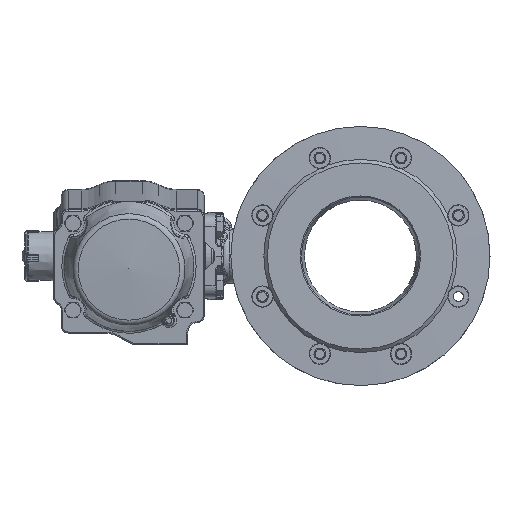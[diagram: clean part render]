
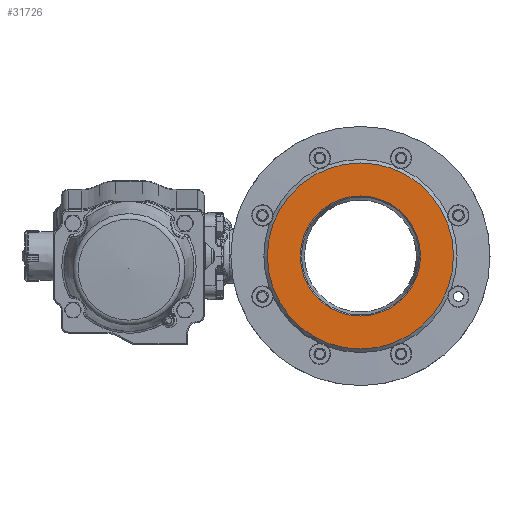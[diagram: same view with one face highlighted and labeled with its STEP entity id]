
A CAD part, left-side view. The second image highlights one B-rep face of the part: STEP entity #31726.
In plain terms, the highlighted planar face has unit normal (-1, 0, 0).
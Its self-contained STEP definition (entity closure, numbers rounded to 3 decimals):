
#204=PLANE('',#34268);
#7182=ORIENTED_EDGE('',*,*,#16910,.T.);
#7183=ORIENTED_EDGE('',*,*,#16768,.T.);
#16768=EDGE_CURVE('',#21704,#21704,#24712,.T.);
#16910=EDGE_CURVE('',#21838,#21838,#24762,.T.);
#21704=VERTEX_POINT('',#48031);
#21838=VERTEX_POINT('',#48814);
#24712=CIRCLE('',#34152,51.);
#24762=CIRCLE('',#34219,79.);
#26694=EDGE_LOOP('',(#7182));
#26695=EDGE_LOOP('',(#7183));
#29152=FACE_BOUND('',#26694,.T.);
#29153=FACE_BOUND('',#26695,.T.);
#31726=ADVANCED_FACE('',(#29152,#29153),#204,.F.);
#34152=AXIS2_PLACEMENT_3D('',#48030,#37888,#37889);
#34219=AXIS2_PLACEMENT_3D('',#48813,#38022,#38023);
#34268=AXIS2_PLACEMENT_3D('',#48975,#38153,#38154);
#37888=DIRECTION('',(1.,0.,0.));
#37889=DIRECTION('',(0.,0.,-1.));
#38022=DIRECTION('',(-1.,0.,0.));
#38023=DIRECTION('',(0.,0.,1.));
#38153=DIRECTION('',(1.,0.,0.));
#38154=DIRECTION('',(0.,1.,0.));
#48030=CARTESIAN_POINT('',(-99.,0.,0.));
#48031=CARTESIAN_POINT('',(-99.,0.,-51.));
#48813=CARTESIAN_POINT('',(-99.,0.,0.));
#48814=CARTESIAN_POINT('',(-99.,0.,79.));
#48975=CARTESIAN_POINT('',(-99.,50.,0.));
